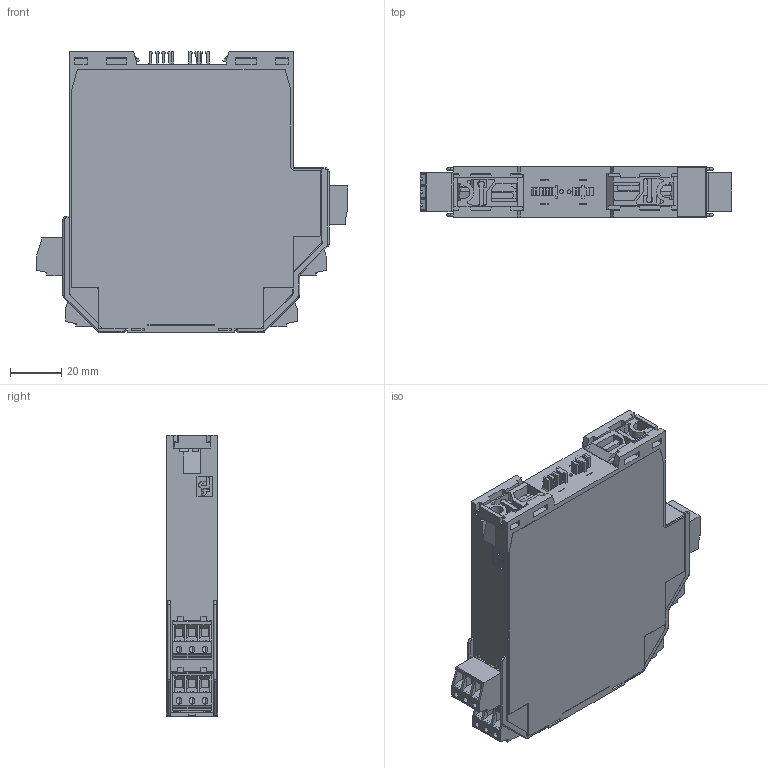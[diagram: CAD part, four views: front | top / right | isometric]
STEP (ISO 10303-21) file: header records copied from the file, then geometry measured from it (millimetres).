
FILE_DESCRIPTION((''),'2;1');
FILE_NAME('CAD-7244_SCHRUMPF_ASM','2021-04-28T10:29:38',('creinig-se'),(''),'CREO PARAMETRIC BY PTC INC, 2019292','CREO PARAMETRIC BY PTC INC, 2019292','');
FILE_SCHEMA(('CONFIG_CONTROL_DESIGN','SHAPE_APPEARANCE_LAYERS_GROUPS'));
Products named in the file (5): CAD-7210_SW0001_TEILW; CAD-7210_K-SYS-FIXING-STRAP; CAD-7210_MSTB_2_5-HC-3-ST-5; CAD-7244_PXC_MSTBP-2-5-3-ST-5; CAD-7244_SCHRUMPF_ASM
Assembly tree (8 placements, depth 2):
  CAD-7244_SCHRUMPF_ASM
    CAD-7210_SW0001_TEILW
    CAD-7210_K-SYS-FIXING-STRAP  x2
    CAD-7210_MSTB_2_5-HC-3-ST-5
    CAD-7244_PXC_MSTBP-2-5-3-ST-5  x4
Bounding box: 121.9 x 20 x 110 mm (x, y, z)
Volume: 198748.5 mm3; surface area: 44895.2 mm2
Topology: 8 solids, 8 shells, 2319 faces, 6484 edges, 4097 vertices
Faces by surface type: plane 1685, cylinder 508, bspline 102, torus 24
Entity records: 62943 total; most frequent: CARTESIAN_POINT 11309, ORIENTED_EDGE 8662, DIRECTION 8067, EDGE_CURVE 4331, VECTOR 3457, LINE 3457, VERTEX_POINT 2813, PRESENTATION_STYLE_ASSIGNMENT 2405
